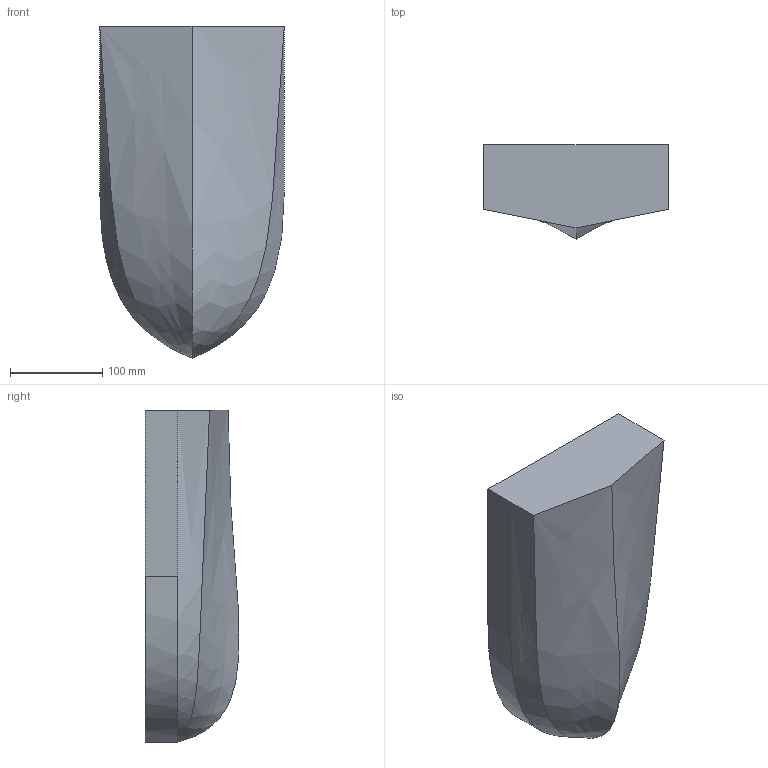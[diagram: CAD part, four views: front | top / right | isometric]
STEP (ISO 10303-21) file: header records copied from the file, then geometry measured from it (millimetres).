
FILE_DESCRIPTION(/* description */ (''),/* implementation_level */ '2;1');
FILE_NAME(/* name */ 'Untitled.step',/* time_stamp */ '2023-05-01T01:30:44+03:00',/* author */ (''),/* organization */ (''),/* preprocessor_version */ 'ST-DEVELOPER v19.2',/* originating_system */ 'Autodesk Translation Framework v12.4.0.73',/* authorisation */ '');
FILE_SCHEMA (('AUTOMOTIVE_DESIGN { 1 0 10303 214 3 1 1 }'));
Length unit declared in the file: millimetre
Products named in the file (2): (Unsaved); Component1
Assembly tree (1 placements, depth 2):
  (Unsaved)
    Component1
Bounding box: 200 x 101.87 x 360 mm (x, y, z)
Volume: 1598254 mm3; surface area: 368933.8 mm2
Topology: 3 solids, 3 shells, 33 faces, 75 edges, 45 vertices
Faces by surface type: plane 21, bspline 12
Entity records: 1878 total; most frequent: CARTESIAN_POINT 1201, ORIENTED_EDGE 142, DIRECTION 95, EDGE_CURVE 71, LINE 47, VECTOR 47, VERTEX_POINT 45, EDGE_LOOP 34
